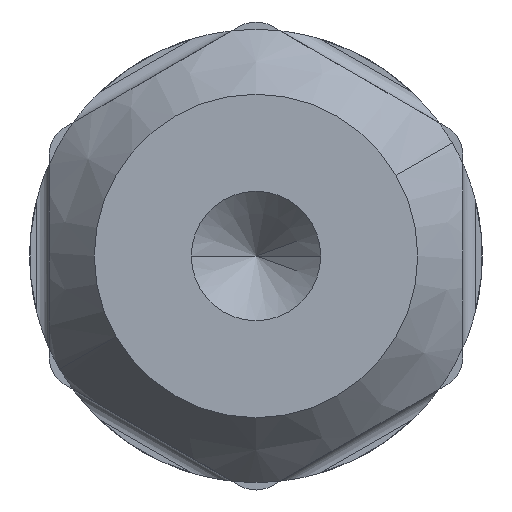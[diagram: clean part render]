
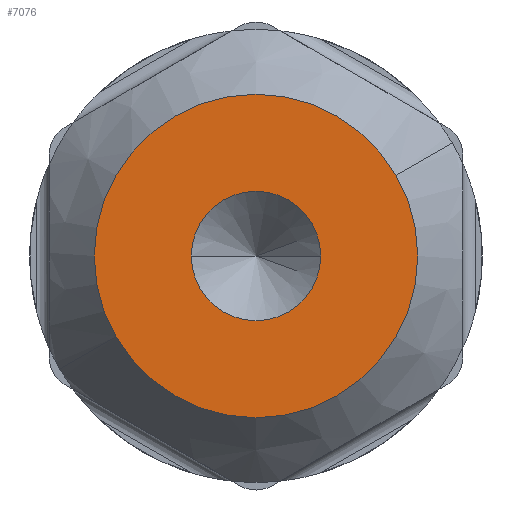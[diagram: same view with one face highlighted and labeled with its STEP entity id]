
A CAD part, front view. The second image highlights one B-rep face of the part: STEP entity #7076.
In plain terms, the highlighted planar face has unit normal (0, -1, 0).
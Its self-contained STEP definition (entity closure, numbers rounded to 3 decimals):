
#331 = EDGE_LOOP ( 'NONE', ( #4992, #6337 ) ) ;
#376 = DIRECTION ( 'NONE',  ( 0., -1., 0. ) ) ;
#728 = PLANE ( 'NONE',  #7098 ) ;
#920 = EDGE_LOOP ( 'NONE', ( #7368, #7424 ) ) ;
#946 = DIRECTION ( 'NONE',  ( 1., 0., 0. ) ) ;
#1337 = CARTESIAN_POINT ( 'NONE',  ( 0., 0., 0. ) ) ;
#1379 = DIRECTION ( 'NONE',  ( -0.866, 0., -0.5 ) ) ;
#1423 = DIRECTION ( 'NONE',  ( 0., -1., 0. ) ) ;
#1532 = CIRCLE ( 'NONE', #5539, 1. ) ;
#1904 = FACE_OUTER_BOUND ( 'NONE', #920, .T. ) ;
#2100 = VERTEX_POINT ( 'NONE', #4082 ) ;
#2209 = EDGE_CURVE ( 'NONE', #4826, #5905, #1532, .T. ) ;
#2294 = CARTESIAN_POINT ( 'NONE',  ( 0., 0., 0. ) ) ;
#2452 = CARTESIAN_POINT ( 'NONE',  ( -1., 0., 0. ) ) ;
#2509 = FACE_BOUND ( 'NONE', #331, .T. ) ;
#2549 = EDGE_CURVE ( 'NONE', #5905, #4826, #7341, .T. ) ;
#3026 = DIRECTION ( 'NONE',  ( 0., 0., 1. ) ) ;
#3470 = CARTESIAN_POINT ( 'NONE',  ( 0., 0., 0. ) ) ;
#3944 = CARTESIAN_POINT ( 'NONE',  ( 0., 0., 0. ) ) ;
#4082 = CARTESIAN_POINT ( 'NONE',  ( 2.165, 0., 1.25 ) ) ;
#4397 = EDGE_CURVE ( 'NONE', #2100, #5103, #7084, .T. ) ;
#4502 = CARTESIAN_POINT ( 'NONE',  ( 1., 0., 0. ) ) ;
#4563 = CARTESIAN_POINT ( 'NONE',  ( 0., 0., 0. ) ) ;
#4826 = VERTEX_POINT ( 'NONE', #2452 ) ;
#4992 = ORIENTED_EDGE ( 'NONE', *, *, #2549, .F. ) ;
#5103 = VERTEX_POINT ( 'NONE', #6423 ) ;
#5249 = DIRECTION ( 'NONE',  ( 0., -1., 0. ) ) ;
#5279 = AXIS2_PLACEMENT_3D ( 'NONE', #3944, #5249, #6418 ) ;
#5537 = CIRCLE ( 'NONE', #6442, 2.5 ) ;
#5539 = AXIS2_PLACEMENT_3D ( 'NONE', #3470, #376, #946 ) ;
#5797 = EDGE_CURVE ( 'NONE', #5103, #2100, #5537, .T. ) ;
#5905 = VERTEX_POINT ( 'NONE', #4502 ) ;
#6119 = DIRECTION ( 'NONE',  ( 0., -1., 0. ) ) ;
#6318 = AXIS2_PLACEMENT_3D ( 'NONE', #4563, #1423, #7643 ) ;
#6337 = ORIENTED_EDGE ( 'NONE', *, *, #2209, .F. ) ;
#6418 = DIRECTION ( 'NONE',  ( 0., 0., 1. ) ) ;
#6423 = CARTESIAN_POINT ( 'NONE',  ( -2.165, 0., -1.25 ) ) ;
#6442 = AXIS2_PLACEMENT_3D ( 'NONE', #2294, #6119, #3026 ) ;
#7076 = ADVANCED_FACE ( 'NONE', ( #2509, #1904 ), #728, .T. ) ;
#7084 = CIRCLE ( 'NONE', #5279, 2.5 ) ;
#7098 = AXIS2_PLACEMENT_3D ( 'NONE', #1337, #7515, #1379 ) ;
#7341 = CIRCLE ( 'NONE', #6318, 1. ) ;
#7368 = ORIENTED_EDGE ( 'NONE', *, *, #4397, .T. ) ;
#7424 = ORIENTED_EDGE ( 'NONE', *, *, #5797, .T. ) ;
#7515 = DIRECTION ( 'NONE',  ( 0., -1., 0. ) ) ;
#7643 = DIRECTION ( 'NONE',  ( 1., 0., 0. ) ) ;
